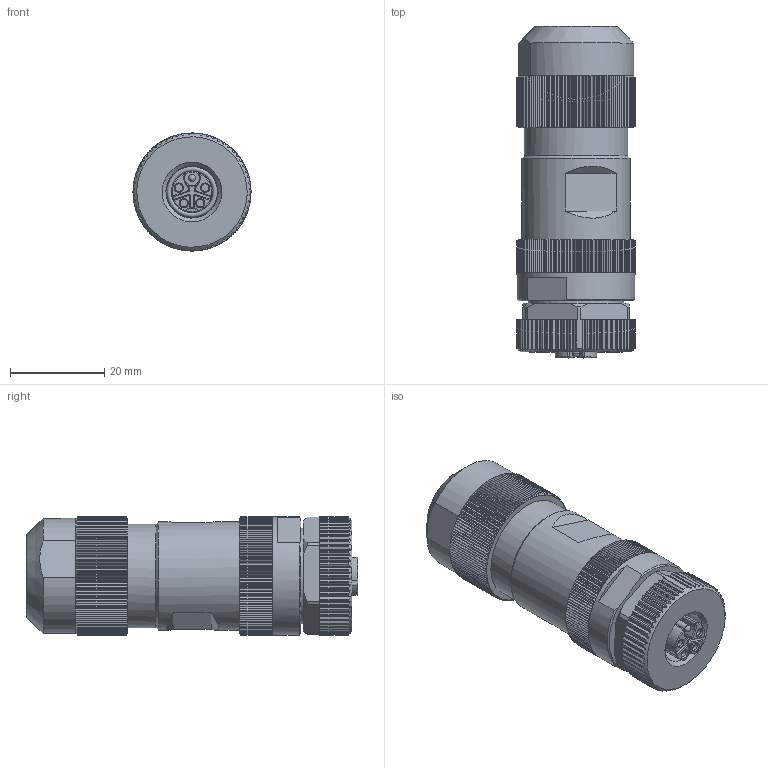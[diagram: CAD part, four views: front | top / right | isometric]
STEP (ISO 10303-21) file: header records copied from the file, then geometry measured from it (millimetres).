
FILE_DESCRIPTION(/* description */ (''),/* implementation_level */ '2;1');
FILE_NAME(/* name */ '8086298_stp.stp',/* time_stamp */ '2018-05-18T14:37:22+02:00',/* author */ (''),/* organization */ (''),/* preprocessor_version */ 'ST-DEVELOPER v16',/* originating_system */ 'SIEMENS PLM Software NX 10.0',/* authorisation */ '');
FILE_SCHEMA (('AUTOMOTIVE_DESIGN { 1 0 10303 214 3 1 1 1 }'));
Length unit declared in the file: millimetre
Products named in the file (1): 8086298_stp
Bounding box: 25 x 70.3 x 25 mm (x, y, z)
Volume: 29724.9 mm3; surface area: 8035.3 mm2
Topology: 1 solids, 1 shells, 1191 faces, 3471 edges, 2296 vertices
Faces by surface type: plane 837, cylinder 301, torus 22, cone 20, bspline 8, sphere 3
Full cylindrical faces by diameter (mm): 1.5 x1, 1.6 x4, 2.3 x4, 8.75 x1, 10.75 x1, 10.9 x1, 11.05 x1, 12.1 x1, 20.2 x1, 21.91 x1, 23 x1, 25 x1
Entity records: 41777 total; most frequent: CARTESIAN_POINT 11861, ORIENTED_EDGE 6826, DIRECTION 5558, EDGE_CURVE 3413, VERTEX_POINT 2275, AXIS2_PLACEMENT_3D 2013, LINE 1532, VECTOR 1532
